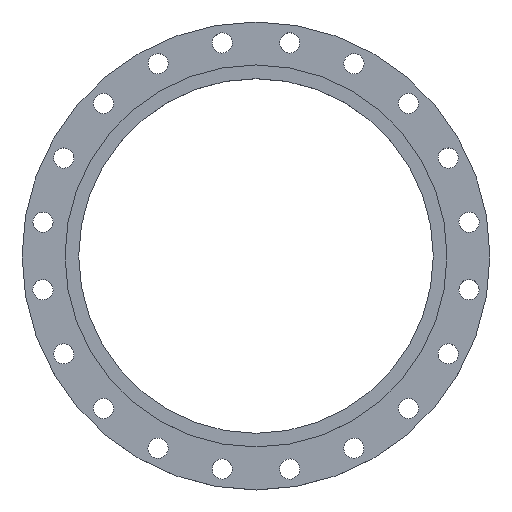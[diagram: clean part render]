
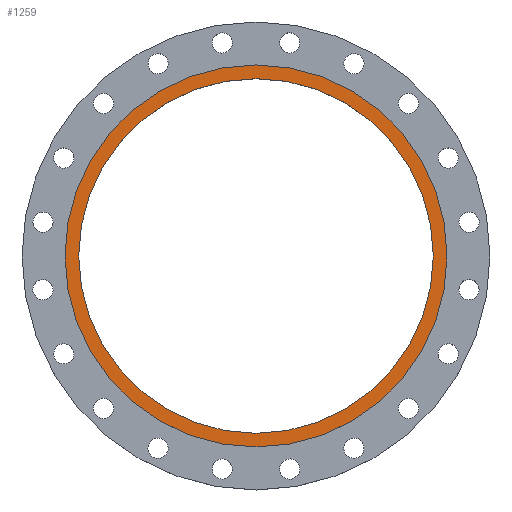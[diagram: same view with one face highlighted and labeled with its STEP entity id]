
A CAD part, top view. The second image highlights one B-rep face of the part: STEP entity #1259.
In plain terms, the highlighted planar face has unit normal (0, 0, 1).
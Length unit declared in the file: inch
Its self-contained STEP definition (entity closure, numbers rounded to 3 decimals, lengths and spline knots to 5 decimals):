
#5 = ORIENTED_EDGE ( 'NONE', *, *, #558, .T. ) ;
#41 = ORIENTED_EDGE ( 'NONE', *, *, #1674, .F. ) ;
#99 = EDGE_LOOP ( 'NONE', ( #5, #1773 ) ) ;
#132 = FACE_OUTER_BOUND ( 'NONE', #99, .T. ) ;
#151 = AXIS2_PLACEMENT_3D ( 'NONE', #1688, #1482, #1340 ) ;
#172 = CIRCLE ( 'NONE', #1616, 12.125 ) ;
#279 = FACE_BOUND ( 'NONE', #1579, .T. ) ;
#337 = CARTESIAN_POINT ( 'NONE',  ( 0., 0., 0. ) ) ;
#355 = EDGE_CURVE ( 'NONE', #946, #402, #1406, .T. ) ;
#377 = CARTESIAN_POINT ( 'NONE',  ( 0., 0., 0. ) ) ;
#402 = VERTEX_POINT ( 'NONE', #1869 ) ;
#553 = AXIS2_PLACEMENT_3D ( 'NONE', #1882, #736, #881 ) ;
#558 = EDGE_CURVE ( 'NONE', #402, #946, #841, .T. ) ;
#559 = CARTESIAN_POINT ( 'NONE',  ( -12.125, 0., 0. ) ) ;
#736 = DIRECTION ( 'NONE',  ( 0., 0., 1. ) ) ;
#737 = VERTEX_POINT ( 'NONE', #559 ) ;
#746 = CARTESIAN_POINT ( 'NONE',  ( -13.06, 0., 0. ) ) ;
#814 = VERTEX_POINT ( 'NONE', #1056 ) ;
#841 = CIRCLE ( 'NONE', #1077, 13.06 ) ;
#881 = DIRECTION ( 'NONE',  ( 1., 0., 0. ) ) ;
#946 = VERTEX_POINT ( 'NONE', #746 ) ;
#966 = DIRECTION ( 'NONE',  ( 0., 0., 1. ) ) ;
#972 = PLANE ( 'NONE',  #151 ) ;
#1028 = DIRECTION ( 'NONE',  ( 0., 0., 1. ) ) ;
#1056 = CARTESIAN_POINT ( 'NONE',  ( 12.125, 0., 0. ) ) ;
#1077 = AXIS2_PLACEMENT_3D ( 'NONE', #337, #1649, #1508 ) ;
#1259 = ADVANCED_FACE ( 'NONE', ( #279, #132 ), #972, .T. ) ;
#1340 = DIRECTION ( 'NONE',  ( 1., 0., 0. ) ) ;
#1382 = EDGE_CURVE ( 'NONE', #737, #814, #172, .T. ) ;
#1406 = CIRCLE ( 'NONE', #1707, 13.06 ) ;
#1454 = DIRECTION ( 'NONE',  ( 1., 0., 0. ) ) ;
#1482 = DIRECTION ( 'NONE',  ( 0., 0., 1. ) ) ;
#1495 = CIRCLE ( 'NONE', #553, 12.125 ) ;
#1508 = DIRECTION ( 'NONE',  ( 1., 0., 0. ) ) ;
#1547 = ORIENTED_EDGE ( 'NONE', *, *, #1382, .F. ) ;
#1579 = EDGE_LOOP ( 'NONE', ( #41, #1547 ) ) ;
#1604 = DIRECTION ( 'NONE',  ( 1., 0., 0. ) ) ;
#1616 = AXIS2_PLACEMENT_3D ( 'NONE', #1631, #1028, #1454 ) ;
#1631 = CARTESIAN_POINT ( 'NONE',  ( 0., 0., 0. ) ) ;
#1649 = DIRECTION ( 'NONE',  ( 0., 0., 1. ) ) ;
#1674 = EDGE_CURVE ( 'NONE', #814, #737, #1495, .T. ) ;
#1688 = CARTESIAN_POINT ( 'NONE',  ( 0., 0., 0. ) ) ;
#1707 = AXIS2_PLACEMENT_3D ( 'NONE', #377, #966, #1604 ) ;
#1773 = ORIENTED_EDGE ( 'NONE', *, *, #355, .T. ) ;
#1869 = CARTESIAN_POINT ( 'NONE',  ( 13.06, 0., 0. ) ) ;
#1882 = CARTESIAN_POINT ( 'NONE',  ( 0., 0., 0. ) ) ;
